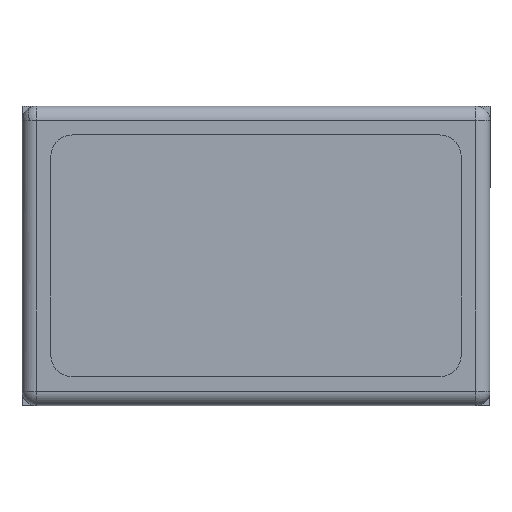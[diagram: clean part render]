
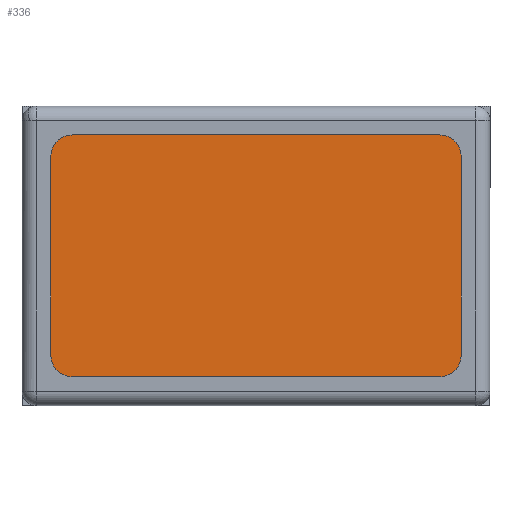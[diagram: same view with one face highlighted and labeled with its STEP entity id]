
A CAD part, top view. The second image highlights one B-rep face of the part: STEP entity #336.
In plain terms, the highlighted planar face has unit normal (0, 0, 1).
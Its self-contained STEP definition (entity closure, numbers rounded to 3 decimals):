
#70=CARTESIAN_POINT('',(-12.75,-8.4,10.75));
#71=VERTEX_POINT('',#70);
#72=CARTESIAN_POINT('',(-14.25,-6.9,10.75));
#73=VERTEX_POINT('',#72);
#74=CARTESIAN_POINT('',(-12.75,-6.9,10.75));
#75=DIRECTION('',(0.0,0.0,-1.0));
#76=DIRECTION('',(-0.707,-0.707,0.0));
#77=AXIS2_PLACEMENT_3D('',#74,#75,#76);
#78=CIRCLE('',#77,1.5);
#79=EDGE_CURVE('',#71,#73,#78,.T.);
#112=CARTESIAN_POINT('',(-14.25,6.9,10.75));
#113=VERTEX_POINT('',#112);
#114=CARTESIAN_POINT('',(-14.25,-6.9,10.75));
#115=DIRECTION('',(0.0,1.0,0.0));
#116=VECTOR('',#115,13.8);
#117=LINE('',#114,#116);
#118=EDGE_CURVE('',#73,#113,#117,.T.);
#143=CARTESIAN_POINT('',(-12.75,8.4,10.75));
#144=VERTEX_POINT('',#143);
#145=CARTESIAN_POINT('',(-12.75,6.9,10.75));
#146=DIRECTION('',(0.0,0.0,-1.0));
#147=DIRECTION('',(-0.707,0.707,0.0));
#148=AXIS2_PLACEMENT_3D('',#145,#146,#147);
#149=CIRCLE('',#148,1.5);
#150=EDGE_CURVE('',#113,#144,#149,.T.);
#176=CARTESIAN_POINT('',(12.75,8.4,10.75));
#177=VERTEX_POINT('',#176);
#178=CARTESIAN_POINT('',(-12.75,8.4,10.75));
#179=DIRECTION('',(1.0,0.0,0.0));
#180=VECTOR('',#179,25.5);
#181=LINE('',#178,#180);
#182=EDGE_CURVE('',#144,#177,#181,.T.);
#207=CARTESIAN_POINT('',(14.25,6.9,10.75));
#208=VERTEX_POINT('',#207);
#209=CARTESIAN_POINT('',(12.75,6.9,10.75));
#210=DIRECTION('',(0.0,0.0,-1.0));
#211=DIRECTION('',(0.707,0.707,0.0));
#212=AXIS2_PLACEMENT_3D('',#209,#210,#211);
#213=CIRCLE('',#212,1.5);
#214=EDGE_CURVE('',#177,#208,#213,.T.);
#240=CARTESIAN_POINT('',(14.25,-6.9,10.75));
#241=VERTEX_POINT('',#240);
#242=CARTESIAN_POINT('',(14.25,6.9,10.75));
#243=DIRECTION('',(0.0,-1.0,0.0));
#244=VECTOR('',#243,13.8);
#245=LINE('',#242,#244);
#246=EDGE_CURVE('',#208,#241,#245,.T.);
#271=CARTESIAN_POINT('',(12.75,-8.4,10.75));
#272=VERTEX_POINT('',#271);
#273=CARTESIAN_POINT('',(12.75,-6.9,10.75));
#274=DIRECTION('',(0.0,0.0,-1.0));
#275=DIRECTION('',(0.707,-0.707,0.0));
#276=AXIS2_PLACEMENT_3D('',#273,#274,#275);
#277=CIRCLE('',#276,1.5);
#278=EDGE_CURVE('',#241,#272,#277,.T.);
#304=CARTESIAN_POINT('',(12.75,-8.4,10.75));
#305=DIRECTION('',(-1.0,0.0,0.0));
#306=VECTOR('',#305,25.5);
#307=LINE('',#304,#306);
#308=EDGE_CURVE('',#272,#71,#307,.T.);
#321=CARTESIAN_POINT('',(0.,0.,10.75));
#322=DIRECTION('',(0.0,0.0,1.0));
#323=DIRECTION('',(0.0,1.0,0.0));
#324=AXIS2_PLACEMENT_3D('',#321,#322,#323);
#325=PLANE('',#324);
#326=ORIENTED_EDGE('',*,*,#79,.F.);
#327=ORIENTED_EDGE('',*,*,#308,.F.);
#328=ORIENTED_EDGE('',*,*,#278,.F.);
#329=ORIENTED_EDGE('',*,*,#246,.F.);
#330=ORIENTED_EDGE('',*,*,#214,.F.);
#331=ORIENTED_EDGE('',*,*,#182,.F.);
#332=ORIENTED_EDGE('',*,*,#150,.F.);
#333=ORIENTED_EDGE('',*,*,#118,.F.);
#334=EDGE_LOOP('',(#326,#327,#328,#329,#330,#331,#332,#333));
#335=FACE_OUTER_BOUND('',#334,.T.);
#336=ADVANCED_FACE('',(#335),#325,.T.);
